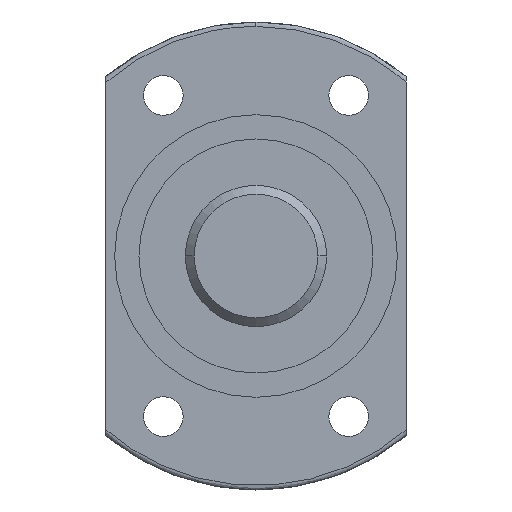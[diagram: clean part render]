
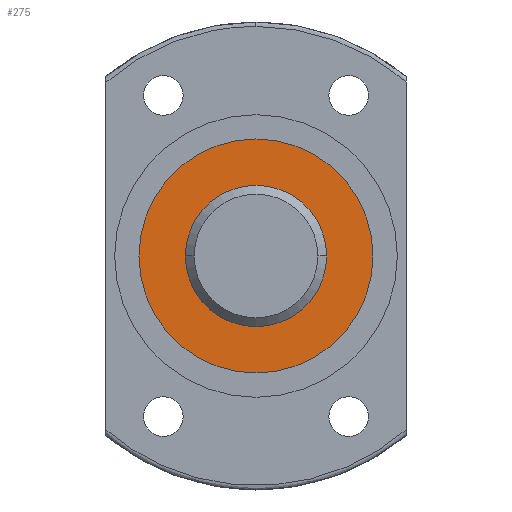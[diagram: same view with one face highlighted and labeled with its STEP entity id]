
A CAD part, left-side view. The second image highlights one B-rep face of the part: STEP entity #275.
In plain terms, the highlighted planar face has unit normal (-1, 0, 0).
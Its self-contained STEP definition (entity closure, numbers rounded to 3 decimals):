
#235 = ORIENTED_EDGE ( 'NONE', *, *, #19393, .F. ) ;
#275 = ADVANCED_FACE ( 'NONE', ( #3651, #26002 ), #11840, .F. ) ;
#524 = CARTESIAN_POINT ( 'NONE',  ( -45., 0., 0. ) ) ;
#569 = CARTESIAN_POINT ( 'NONE',  ( -45., 0., 8. ) ) ;
#659 = EDGE_CURVE ( 'NONE', #15099, #5074, #19753, .T. ) ;
#2515 = CIRCLE ( 'NONE', #10337, 13.25 ) ;
#3147 = CARTESIAN_POINT ( 'NONE',  ( -45., 0., 13.25 ) ) ;
#3651 = FACE_OUTER_BOUND ( 'NONE', #4905, .T. ) ;
#4905 = EDGE_LOOP ( 'NONE', ( #235, #15615 ) ) ;
#5074 = VERTEX_POINT ( 'NONE', #569 ) ;
#5206 = CARTESIAN_POINT ( 'NONE',  ( -45., 13.25, 0. ) ) ;
#5553 = ORIENTED_EDGE ( 'NONE', *, *, #659, .F. ) ;
#8057 = DIRECTION ( 'NONE',  ( 0., 0., 1. ) ) ;
#8317 = DIRECTION ( 'NONE',  ( 0., 0., 1. ) ) ;
#8727 = CARTESIAN_POINT ( 'NONE',  ( -45., 0., 0. ) ) ;
#9830 = CARTESIAN_POINT ( 'NONE',  ( -45., 0., -13.25 ) ) ;
#10337 = AXIS2_PLACEMENT_3D ( 'NONE', #25337, #21052, #8317 ) ;
#11481 = DIRECTION ( 'NONE',  ( 0., 0., 1. ) ) ;
#11840 = PLANE ( 'NONE',  #12698 ) ;
#12510 = AXIS2_PLACEMENT_3D ( 'NONE', #21260, #14756, #8057 ) ;
#12698 = AXIS2_PLACEMENT_3D ( 'NONE', #5206, #14014, #16191 ) ;
#13411 = CIRCLE ( 'NONE', #12510, 13.25 ) ;
#13704 = EDGE_CURVE ( 'NONE', #5074, #15099, #19142, .T. ) ;
#14014 = DIRECTION ( 'NONE',  ( 1., 0., 0. ) ) ;
#14650 = CARTESIAN_POINT ( 'NONE',  ( -45., 0., -8. ) ) ;
#14756 = DIRECTION ( 'NONE',  ( 1., 0., 0. ) ) ;
#15069 = AXIS2_PLACEMENT_3D ( 'NONE', #8727, #23822, #24860 ) ;
#15099 = VERTEX_POINT ( 'NONE', #14650 ) ;
#15117 = EDGE_CURVE ( 'NONE', #17248, #20863, #2515, .T. ) ;
#15615 = ORIENTED_EDGE ( 'NONE', *, *, #15117, .F. ) ;
#16191 = DIRECTION ( 'NONE',  ( 0., 0., -1. ) ) ;
#16286 = AXIS2_PLACEMENT_3D ( 'NONE', #524, #21988, #11481 ) ;
#17248 = VERTEX_POINT ( 'NONE', #9830 ) ;
#19142 = CIRCLE ( 'NONE', #16286, 8. ) ;
#19393 = EDGE_CURVE ( 'NONE', #20863, #17248, #13411, .T. ) ;
#19753 = CIRCLE ( 'NONE', #15069, 8. ) ;
#20863 = VERTEX_POINT ( 'NONE', #3147 ) ;
#21052 = DIRECTION ( 'NONE',  ( 1., 0., 0. ) ) ;
#21260 = CARTESIAN_POINT ( 'NONE',  ( -45., 0., 0. ) ) ;
#21988 = DIRECTION ( 'NONE',  ( -1., 0., 0. ) ) ;
#23822 = DIRECTION ( 'NONE',  ( -1., 0., 0. ) ) ;
#24446 = EDGE_LOOP ( 'NONE', ( #26030, #5553 ) ) ;
#24860 = DIRECTION ( 'NONE',  ( 0., 0., 1. ) ) ;
#25337 = CARTESIAN_POINT ( 'NONE',  ( -45., 0., 0. ) ) ;
#26002 = FACE_BOUND ( 'NONE', #24446, .T. ) ;
#26030 = ORIENTED_EDGE ( 'NONE', *, *, #13704, .F. ) ;
